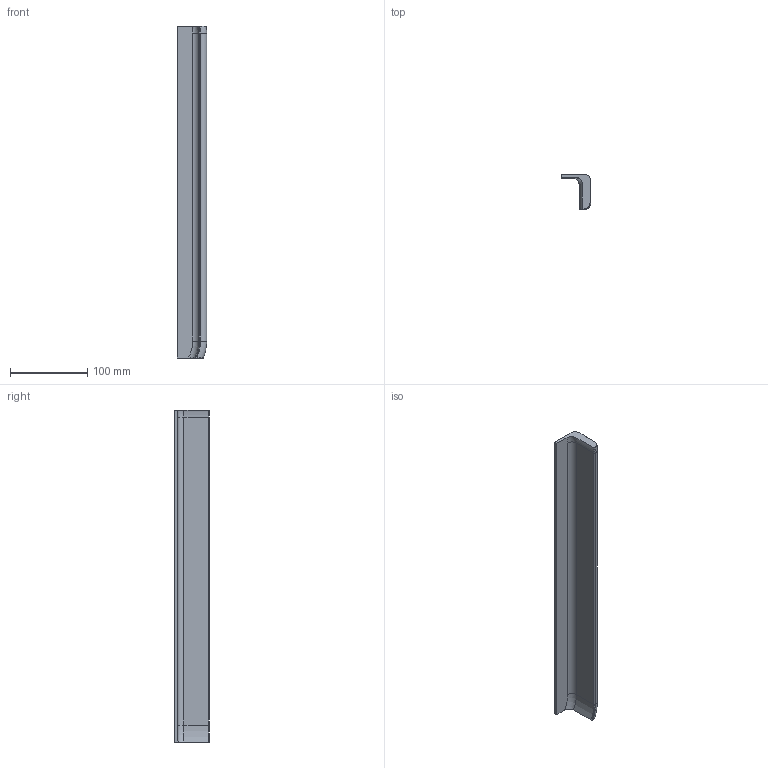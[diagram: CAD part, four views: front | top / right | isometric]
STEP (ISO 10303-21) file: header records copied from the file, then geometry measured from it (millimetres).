
FILE_DESCRIPTION (( 'STEP AP214' ), '1' );
FILE_NAME ('deliver_box_cover_side_1.STEP', '2019-03-06T08:03:09', ( '' ), ( '' ), 'SwSTEP 2.0', 'SolidWorks 2011', '' );
FILE_SCHEMA (( 'AUTOMOTIVE_DESIGN' ));
Length unit declared in the file: millimetre
Products named in the file (1): deliver_box_cover_side_1
Bounding box: 38 x 45 x 430 mm (x, y, z)
Volume: 235872.2 mm3; surface area: 67896.9 mm2
Topology: 1 solids, 1 shells, 25 faces, 62 edges, 38 vertices
Faces by surface type: plane 8, cylinder 8, torus 8, bspline 1
Entity records: 906 total; most frequent: CARTESIAN_POINT 289, DIRECTION 123, ORIENTED_EDGE 122, EDGE_CURVE 61, AXIS2_PLACEMENT_3D 48, VERTEX_POINT 38, LINE 27, VECTOR 27
